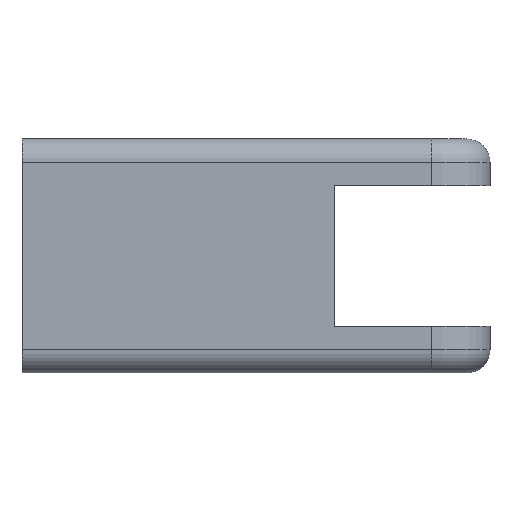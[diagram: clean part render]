
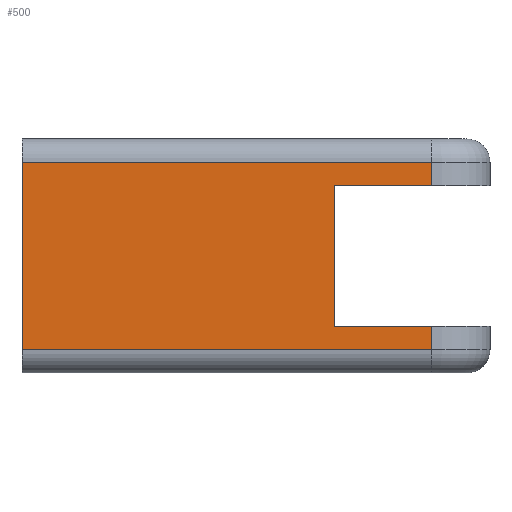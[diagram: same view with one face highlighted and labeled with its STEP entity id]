
A CAD part, left-side view. The second image highlights one B-rep face of the part: STEP entity #500.
In plain terms, the highlighted planar face has unit normal (-1, 0, 0).
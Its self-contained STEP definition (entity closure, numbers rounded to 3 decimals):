
#4 = EDGE_CURVE ( 'NONE', #1460, #935, #1342, .T. ) ;
#38 = ORIENTED_EDGE ( 'NONE', *, *, #1516, .F. ) ;
#79 = VERTEX_POINT ( 'NONE', #739 ) ;
#102 = CARTESIAN_POINT ( 'NONE',  ( -7.5, -12.5, 12. ) ) ;
#110 = DIRECTION ( 'NONE',  ( 0., 0., 1. ) ) ;
#146 = LINE ( 'NONE', #427, #763 ) ;
#252 = CARTESIAN_POINT ( 'NONE',  ( -7.5, -12.5, -12. ) ) ;
#276 = DIRECTION ( 'NONE',  ( 0., 1., 0. ) ) ;
#287 = VERTEX_POINT ( 'NONE', #1550 ) ;
#300 = VECTOR ( 'NONE', #1216, 1000. ) ;
#303 = DIRECTION ( 'NONE',  ( 0., 1., 0. ) ) ;
#340 = DIRECTION ( 'NONE',  ( 1., 0., 0. ) ) ;
#352 = CARTESIAN_POINT ( 'NONE',  ( -7.5, -20., -9. ) ) ;
#373 = CARTESIAN_POINT ( 'NONE',  ( -7.5, 0., -9. ) ) ;
#374 = VECTOR ( 'NONE', #1351, 1000. ) ;
#379 = CARTESIAN_POINT ( 'NONE',  ( -7.5, 40., -12. ) ) ;
#397 = LINE ( 'NONE', #951, #1412 ) ;
#406 = DIRECTION ( 'NONE',  ( 0., 1., 0. ) ) ;
#412 = LINE ( 'NONE', #1078, #300 ) ;
#427 = CARTESIAN_POINT ( 'NONE',  ( -7.5, -20., 9. ) ) ;
#436 = LINE ( 'NONE', #352, #850 ) ;
#475 = ORIENTED_EDGE ( 'NONE', *, *, #1380, .T. ) ;
#500 = ADVANCED_FACE ( 'NONE', ( #853 ), #1257, .F. ) ;
#527 = DIRECTION ( 'NONE',  ( 0., 0., 1. ) ) ;
#583 = VERTEX_POINT ( 'NONE', #1392 ) ;
#664 = LINE ( 'NONE', #968, #885 ) ;
#693 = VERTEX_POINT ( 'NONE', #373 ) ;
#706 = CARTESIAN_POINT ( 'NONE',  ( -7.5, -12.5, -9. ) ) ;
#739 = CARTESIAN_POINT ( 'NONE',  ( -7.5, 0., 9. ) ) ;
#763 = VECTOR ( 'NONE', #406, 1000. ) ;
#767 = EDGE_CURVE ( 'NONE', #1400, #583, #664, .T. ) ;
#833 = DIRECTION ( 'NONE',  ( 0., 0., 1. ) ) ;
#850 = VECTOR ( 'NONE', #303, 1000. ) ;
#853 = FACE_OUTER_BOUND ( 'NONE', #1559, .T. ) ;
#865 = EDGE_CURVE ( 'NONE', #693, #79, #397, .T. ) ;
#866 = EDGE_CURVE ( 'NONE', #287, #1400, #1183, .T. ) ;
#885 = VECTOR ( 'NONE', #276, 1000. ) ;
#912 = AXIS2_PLACEMENT_3D ( 'NONE', #1401, #340, #1366 ) ;
#935 = VERTEX_POINT ( 'NONE', #1004 ) ;
#951 = CARTESIAN_POINT ( 'NONE',  ( -7.5, 0., 15. ) ) ;
#968 = CARTESIAN_POINT ( 'NONE',  ( -7.5, 40., 12. ) ) ;
#1004 = CARTESIAN_POINT ( 'NONE',  ( -7.5, -12.5, -9. ) ) ;
#1047 = CARTESIAN_POINT ( 'NONE',  ( -7.5, 40., 15. ) ) ;
#1071 = VECTOR ( 'NONE', #110, 1000. ) ;
#1078 = CARTESIAN_POINT ( 'NONE',  ( -7.5, 40., -12. ) ) ;
#1101 = VERTEX_POINT ( 'NONE', #379 ) ;
#1147 = ORIENTED_EDGE ( 'NONE', *, *, #1246, .F. ) ;
#1183 = LINE ( 'NONE', #1459, #1435 ) ;
#1204 = ORIENTED_EDGE ( 'NONE', *, *, #866, .T. ) ;
#1216 = DIRECTION ( 'NONE',  ( 0., -1., 0. ) ) ;
#1246 = EDGE_CURVE ( 'NONE', #287, #79, #146, .T. ) ;
#1257 = PLANE ( 'NONE',  #912 ) ;
#1342 = LINE ( 'NONE', #706, #374 ) ;
#1351 = DIRECTION ( 'NONE',  ( 0., 0., 1. ) ) ;
#1366 = DIRECTION ( 'NONE',  ( 0., 0., -1. ) ) ;
#1380 = EDGE_CURVE ( 'NONE', #935, #693, #436, .T. ) ;
#1392 = CARTESIAN_POINT ( 'NONE',  ( -7.5, 40., 12. ) ) ;
#1400 = VERTEX_POINT ( 'NONE', #102 ) ;
#1401 = CARTESIAN_POINT ( 'NONE',  ( -7.5, 40., 15. ) ) ;
#1412 = VECTOR ( 'NONE', #833, 1000. ) ;
#1435 = VECTOR ( 'NONE', #527, 1000. ) ;
#1437 = ORIENTED_EDGE ( 'NONE', *, *, #865, .T. ) ;
#1459 = CARTESIAN_POINT ( 'NONE',  ( -7.5, -12.5, 15. ) ) ;
#1460 = VERTEX_POINT ( 'NONE', #252 ) ;
#1475 = ORIENTED_EDGE ( 'NONE', *, *, #1658, .T. ) ;
#1501 = ORIENTED_EDGE ( 'NONE', *, *, #4, .T. ) ;
#1516 = EDGE_CURVE ( 'NONE', #1101, #583, #1556, .T. ) ;
#1532 = ORIENTED_EDGE ( 'NONE', *, *, #767, .T. ) ;
#1550 = CARTESIAN_POINT ( 'NONE',  ( -7.5, -12.5, 9. ) ) ;
#1556 = LINE ( 'NONE', #1047, #1071 ) ;
#1559 = EDGE_LOOP ( 'NONE', ( #1204, #1532, #38, #1475, #1501, #475, #1437, #1147 ) ) ;
#1658 = EDGE_CURVE ( 'NONE', #1101, #1460, #412, .T. ) ;
